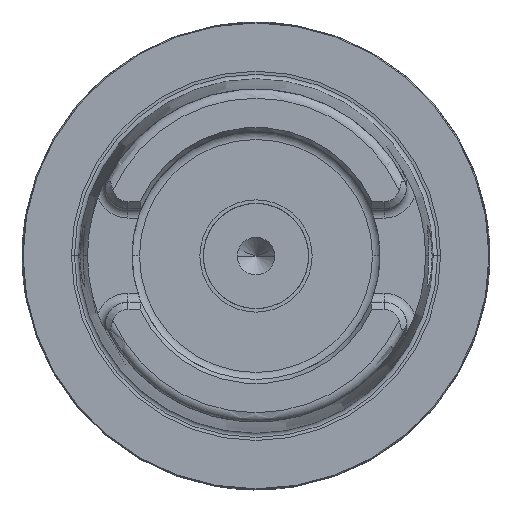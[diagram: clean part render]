
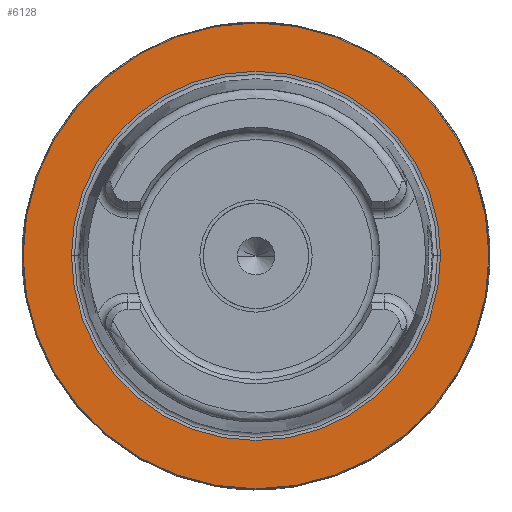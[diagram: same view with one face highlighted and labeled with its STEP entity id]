
A CAD part, top view. The second image highlights one B-rep face of the part: STEP entity #6128.
In plain terms, the highlighted planar face has unit normal (0, 0, 1).
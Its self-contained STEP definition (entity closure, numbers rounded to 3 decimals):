
#2002=CARTESIAN_POINT('',(0.,0.,0.));
#2003=DIRECTION('',(0.,0.,1.));
#2004=DIRECTION('',(1.,0.,0.));
#2005=AXIS2_PLACEMENT_3D('',#2002,#2003,#2004);
#2018=CARTESIAN_POINT('',(0.,0.,0.));
#2019=DIRECTION('',(0.,0.,-1.));
#2020=DIRECTION('',(1.,0.,0.));
#2021=AXIS2_PLACEMENT_3D('',#2018,#2019,#2020);
#2040=CARTESIAN_POINT('',(0.,0.,0.));
#2041=DIRECTION('',(0.,0.,1.));
#2042=DIRECTION('',(1.,0.,0.));
#2043=AXIS2_PLACEMENT_3D('',#2040,#2041,#2042);
#4459=CARTESIAN_POINT('',(0.,0.,0.));
#4460=DIRECTION('',(0.,0.,-1.));
#4461=DIRECTION('',(1.,0.,0.));
#4462=AXIS2_PLACEMENT_3D('',#4459,#4460,#4461);
#4535=CARTESIAN_POINT('',(39.464,0.,0.));
#4537=VERTEX_POINT('',#4535);
#4547=CARTESIAN_POINT('',(-39.464,0.,0.));
#4549=VERTEX_POINT('',#4547);
#4559=CARTESIAN_POINT('',(49.8,0.,0.));
#4560=CARTESIAN_POINT('',(-49.8,0.,0.));
#4561=VERTEX_POINT('',#4559);
#4562=VERTEX_POINT('',#4560);
#6112=CARTESIAN_POINT('',(0.,0.,0.));
#6113=DIRECTION('',(0.,0.,-1.));
#6114=DIRECTION('',(-1.,0.,0.));
#6115=AXIS2_PLACEMENT_3D('',#6112,#6113,#6114);
#6116=PLANE('',#6115);
#6117=ORIENTED_EDGE('',*,*,#6102,.F.);
#6119=ORIENTED_EDGE('',*,*,#6118,.T.);
#6120=EDGE_LOOP('',(#6117,#6119));
#6121=FACE_OUTER_BOUND('',#6120,.F.);
#6123=ORIENTED_EDGE('',*,*,#6122,.F.);
#6125=ORIENTED_EDGE('',*,*,#6124,.T.);
#6126=EDGE_LOOP('',(#6123,#6125));
#6127=FACE_BOUND('',#6126,.F.);
#2006=CIRCLE('',#2005,49.8);
#2022=CIRCLE('',#2021,39.464);
#2044=CIRCLE('',#2043,39.464);
#4463=CIRCLE('',#4462,49.8);
#6102=EDGE_CURVE('',#4561,#4562,#2006,.T.);
#6118=EDGE_CURVE('',#4561,#4562,#4463,.T.);
#6122=EDGE_CURVE('',#4537,#4549,#2022,.T.);
#6124=EDGE_CURVE('',#4537,#4549,#2044,.T.);
#6128=ADVANCED_FACE('',(#6121,#6127),#6116,.F.);
